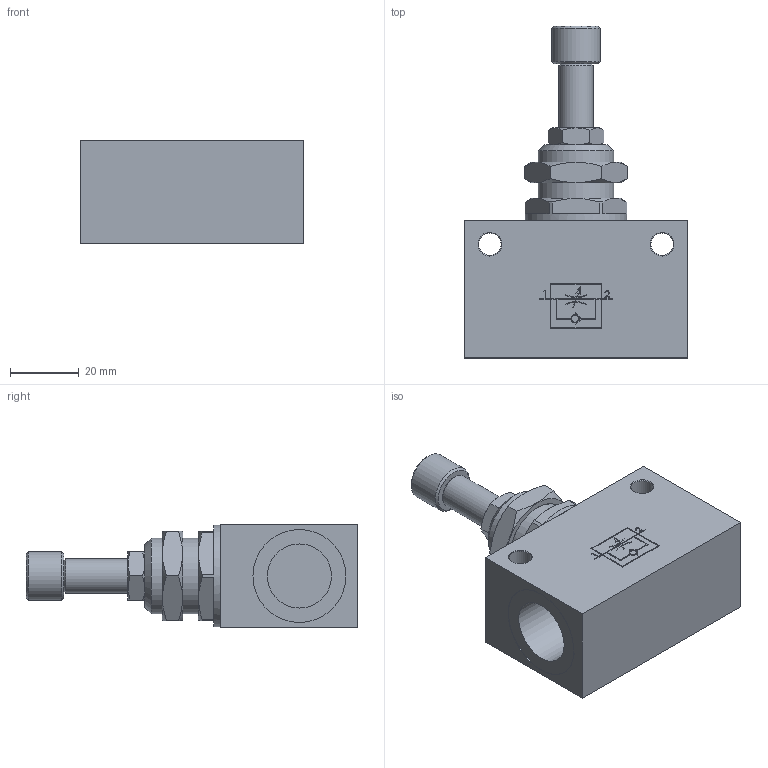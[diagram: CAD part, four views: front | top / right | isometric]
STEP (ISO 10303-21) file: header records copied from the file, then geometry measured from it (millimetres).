
FILE_DESCRIPTION( ( 'STEP AP214' ), '1' );
FILE_NAME( 'psolqas_6080_40.stp', '2020-12-10T08:55:17', ( 'License CC BY-ND 4.0' ), ( 'CADENAS' ), ' ', 'PARTsolutions', ' ' );
FILE_SCHEMA( ( 'AUTOMOTIVE_DESIGN { 1 0 10303 214 1 1 1 1 }' ) );
Length unit declared in the file: metre
Products named in the file (1): NONE
Bounding box: 65 x 96.39 x 30 mm (x, y, z)
Volume: 81727.3 mm3; surface area: 18776.1 mm2
Topology: 1 solids, 7 shells, 190 faces, 470 edges, 315 vertices
Faces by surface type: plane 131, cylinder 42, cone 17
Full cylindrical faces by diameter (mm): 2.05 x1, 6.5 x2, 10 x1, 14 x1, 18.631 x2, 22 x2, 27 x1, 27.053 x1, 29.5 x1, 29.9 x1
Entity records: 7598 total; most frequent: CARTESIAN_POINT 1727, ORIENTED_EDGE 866, DIRECTION 849, EDGE_CURVE 433, VERTEX_POINT 306, AXIS2_PLACEMENT_3D 283, LINE 283, VECTOR 283
